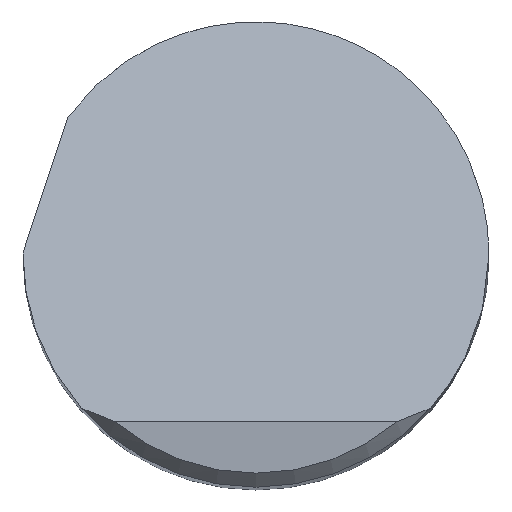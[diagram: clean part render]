
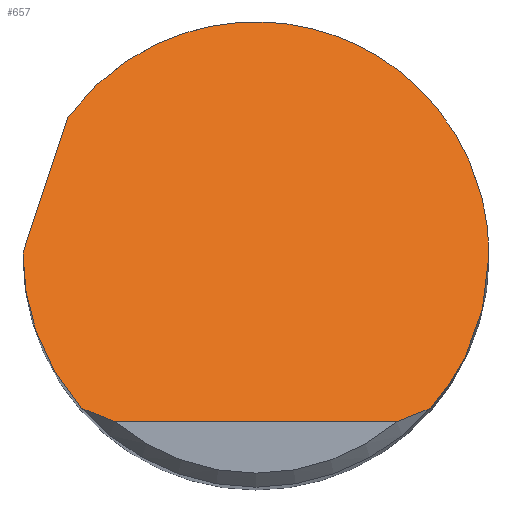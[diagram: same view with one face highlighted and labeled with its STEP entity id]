
A CAD part, top view. The second image highlights one B-rep face of the part: STEP entity #657.
In plain terms, the highlighted planar face has unit normal (0, 0.707, 0.707).
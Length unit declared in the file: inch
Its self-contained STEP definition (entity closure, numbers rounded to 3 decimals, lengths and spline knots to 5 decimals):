
#15 = B_SPLINE_CURVE_WITH_KNOTS ( 'NONE', 3,
 ( #562, #706, #822, #830 ),
 .UNSPECIFIED., .F., .F.,
 ( 4, 4 ),
 ( 0., 0.00108 ),
 .UNSPECIFIED. ) ;
#18 = CARTESIAN_POINT ( 'NONE',  ( 0.25, -0.06141, 2.88141 ) ) ;
#38 = DIRECTION ( 'NONE',  ( 0., -0.707, -0.707 ) ) ;
#39 = CARTESIAN_POINT ( 'NONE',  ( 0.15108, -0.18, 3. ) ) ;
#56 = B_SPLINE_CURVE_WITH_KNOTS ( 'NONE', 3,
 ( #523, #773, #140, #213 ),
 .UNSPECIFIED., .F., .F.,
 ( 4, 4 ),
 ( 0., 0.00108 ),
 .UNSPECIFIED. ) ;
#74 = EDGE_CURVE ( 'NONE', #337, #211, #593, .T. ) ;
#76 = CARTESIAN_POINT ( 'NONE',  ( 0.25, 0., 2.82 ) ) ;
#101 = ORIENTED_EDGE ( 'NONE', *, *, #408, .F. ) ;
#105 = EDGE_CURVE ( 'NONE', #348, #501, #15, .T. ) ;
#110 = CARTESIAN_POINT ( 'NONE',  ( 0., -0.18, 3. ) ) ;
#140 = CARTESIAN_POINT ( 'NONE',  ( -0.16367, -0.17542, 2.99542 ) ) ;
#196 = CARTESIAN_POINT ( 'NONE',  ( 0.22834, -0.11887, 2.93887 ) ) ;
#209 = CARTESIAN_POINT ( 'NONE',  ( -0.24999, 0.002, 2.818 ) ) ;
#211 = VERTEX_POINT ( 'NONE', #209 ) ;
#213 = CARTESIAN_POINT ( 'NONE',  ( -0.15108, -0.18, 3. ) ) ;
#225 = LINE ( 'NONE', #620, #426 ) ;
#238 = EDGE_CURVE ( 'NONE', #295, #501, #719, .T. ) ;
#246 = CARTESIAN_POINT ( 'NONE',  ( -0.18782, -0.165, 2.985 ) ) ;
#293 = DIRECTION ( 'NONE',  ( 0., 0.707, -0.707 ) ) ;
#295 = VERTEX_POINT ( 'NONE', #813 ) ;
#315 = CARTESIAN_POINT ( 'NONE',  ( -0.25, 0.00067, 2.81933 ) ) ;
#319 = CARTESIAN_POINT ( 'NONE',  ( -0.18782, -0.165, 2.985 ) ) ;
#323 = CARTESIAN_POINT ( 'NONE',  ( -0.25, 0.00133, 2.81867 ) ) ;
#337 = VERTEX_POINT ( 'NONE', #800 ) ;
#348 = VERTEX_POINT ( 'NONE', #39 ) ;
#358 = ORIENTED_EDGE ( 'NONE', *, *, #238, .F. ) ;
#369 = VERTEX_POINT ( 'NONE', #694 ) ;
#379 = CARTESIAN_POINT ( 'NONE',  ( -0.25, 0., 2.82 ) ) ;
#380 = EDGE_CURVE ( 'NONE', #369, #348, #762, .T. ) ;
#382 = ORIENTED_EDGE ( 'NONE', *, *, #74, .F. ) ;
#408 = EDGE_CURVE ( 'NONE', #453, #337, #546, .T. ) ;
#419 = FACE_OUTER_BOUND ( 'NONE', #540, .T. ) ;
#426 = VECTOR ( 'NONE', #742, 39.37008 ) ;
#431 = ORIENTED_EDGE ( 'NONE', *, *, #816, .F. ) ;
#443 = CARTESIAN_POINT ( 'NONE',  ( -0.25, 0., 2.82 ) ) ;
#450 = CARTESIAN_POINT ( 'NONE',  ( 0.18782, -0.165, 2.985 ) ) ;
#453 = VERTEX_POINT ( 'NONE', #319 ) ;
#480 = ORIENTED_EDGE ( 'NONE', *, *, #575, .T. ) ;
#494 = VERTEX_POINT ( 'NONE', #656 ) ;
#501 = VERTEX_POINT ( 'NONE', #450 ) ;
#503 = CARTESIAN_POINT ( 'NONE',  ( -0.22834, -0.11887, 2.93887 ) ) ;
#523 = CARTESIAN_POINT ( 'NONE',  ( -0.18782, -0.165, 2.985 ) ) ;
#540 = EDGE_LOOP ( 'NONE', ( #563, #722, #358, #431, #609, #382, #101, #480 ) ) ;
#546 =( BOUNDED_CURVE ( )  B_SPLINE_CURVE ( 3, ( #246, #503, #758, #379 ),
 .UNSPECIFIED., .F., .T. ) 
 B_SPLINE_CURVE_WITH_KNOTS ( ( 4, 4 ),
 ( 3.99157, 4.71239 ),
 .UNSPECIFIED. ) 
 CURVE ( )  GEOMETRIC_REPRESENTATION_ITEM ( )  RATIONAL_B_SPLINE_CURVE ( ( 1., 0.957, 0.957, 1. ) ) 
 REPRESENTATION_ITEM ( '' )  );
#562 = CARTESIAN_POINT ( 'NONE',  ( 0.15108, -0.18, 3. ) ) ;
#563 = ORIENTED_EDGE ( 'NONE', *, *, #380, .T. ) ;
#564 = CARTESIAN_POINT ( 'NONE',  ( -0.02903, 0.38443, 2.43557 ) ) ;
#565 = DIRECTION ( 'NONE',  ( 1., 0., 0. ) ) ;
#575 = EDGE_CURVE ( 'NONE', #453, #369, #56, .T. ) ;
#589 = CARTESIAN_POINT ( 'NONE',  ( 0.18782, -0.165, 2.985 ) ) ;
#593 =( BOUNDED_CURVE ( )  B_SPLINE_CURVE ( 3, ( #443, #315, #323, #820 ),
 .UNSPECIFIED., .F., .T. ) 
 B_SPLINE_CURVE_WITH_KNOTS ( ( 4, 4 ),
 ( 4.71239, 4.72039 ),
 .UNSPECIFIED. ) 
 CURVE ( )  GEOMETRIC_REPRESENTATION_ITEM ( )  RATIONAL_B_SPLINE_CURVE ( ( 1., 1., 1., 1. ) ) 
 REPRESENTATION_ITEM ( '' )  );
#609 = ORIENTED_EDGE ( 'NONE', *, *, #731, .F. ) ;
#620 = CARTESIAN_POINT ( 'NONE',  ( -0.30701, -0.17058, 2.99058 ) ) ;
#623 = CARTESIAN_POINT ( 'NONE',  ( -0.20198, 0.14732, 2.67268 ) ) ;
#656 = CARTESIAN_POINT ( 'NONE',  ( -0.20198, 0.14732, 2.67268 ) ) ;
#657 = ADVANCED_FACE ( 'NONE', ( #419 ), #669, .F. ) ;
#669 = PLANE ( 'NONE',  #682 ) ;
#678 = CARTESIAN_POINT ( 'NONE',  ( -0.25, -0.18, 3. ) ) ;
#682 = AXIS2_PLACEMENT_3D ( 'NONE', #678, #38, #293 ) ;
#694 = CARTESIAN_POINT ( 'NONE',  ( -0.15108, -0.18, 3. ) ) ;
#706 = CARTESIAN_POINT ( 'NONE',  ( 0.16367, -0.17542, 2.99542 ) ) ;
#719 =( BOUNDED_CURVE ( )  B_SPLINE_CURVE ( 3, ( #76, #18, #196, #589 ),
 .UNSPECIFIED., .F., .T. ) 
 B_SPLINE_CURVE_WITH_KNOTS ( ( 4, 4 ),
 ( 1.5708, 2.29162 ),
 .UNSPECIFIED. ) 
 CURVE ( )  GEOMETRIC_REPRESENTATION_ITEM ( )  RATIONAL_B_SPLINE_CURVE ( ( 1., 0.957, 0.957, 1. ) ) 
 REPRESENTATION_ITEM ( '' )  );
#722 = ORIENTED_EDGE ( 'NONE', *, *, #105, .T. ) ;
#723 = VECTOR ( 'NONE', #565, 39.37008 ) ;
#726 =( BOUNDED_CURVE ( )  B_SPLINE_CURVE ( 3, ( #623, #564, #761, #824 ),
 .UNSPECIFIED., .F., .T. ) 
 B_SPLINE_CURVE_WITH_KNOTS ( ( 4, 4 ),
 ( 5.34257, 7.85398 ),
 .UNSPECIFIED. ) 
 CURVE ( )  GEOMETRIC_REPRESENTATION_ITEM ( )  RATIONAL_B_SPLINE_CURVE ( ( 1., 0.54, 0.54, 1. ) ) 
 REPRESENTATION_ITEM ( '' )  );
#731 = EDGE_CURVE ( 'NONE', #211, #494, #225, .T. ) ;
#742 = DIRECTION ( 'NONE',  ( 0.227, 0.689, -0.689 ) ) ;
#758 = CARTESIAN_POINT ( 'NONE',  ( -0.25, -0.06141, 2.88141 ) ) ;
#761 = CARTESIAN_POINT ( 'NONE',  ( 0.25, 0.29348, 2.52652 ) ) ;
#762 = LINE ( 'NONE', #110, #723 ) ;
#773 = CARTESIAN_POINT ( 'NONE',  ( -0.17589, -0.1704, 2.9904 ) ) ;
#800 = CARTESIAN_POINT ( 'NONE',  ( -0.25, 0., 2.82 ) ) ;
#813 = CARTESIAN_POINT ( 'NONE',  ( 0.25, 0., 2.82 ) ) ;
#816 = EDGE_CURVE ( 'NONE', #494, #295, #726, .T. ) ;
#820 = CARTESIAN_POINT ( 'NONE',  ( -0.24999, 0.002, 2.818 ) ) ;
#822 = CARTESIAN_POINT ( 'NONE',  ( 0.17589, -0.1704, 2.9904 ) ) ;
#824 = CARTESIAN_POINT ( 'NONE',  ( 0.25, 0., 2.82 ) ) ;
#830 = CARTESIAN_POINT ( 'NONE',  ( 0.18782, -0.165, 2.985 ) ) ;
